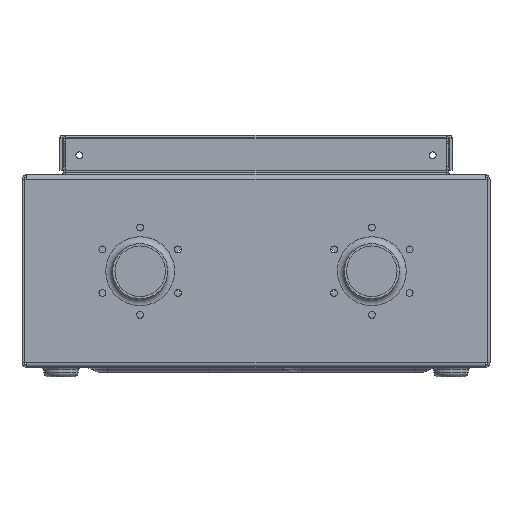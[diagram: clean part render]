
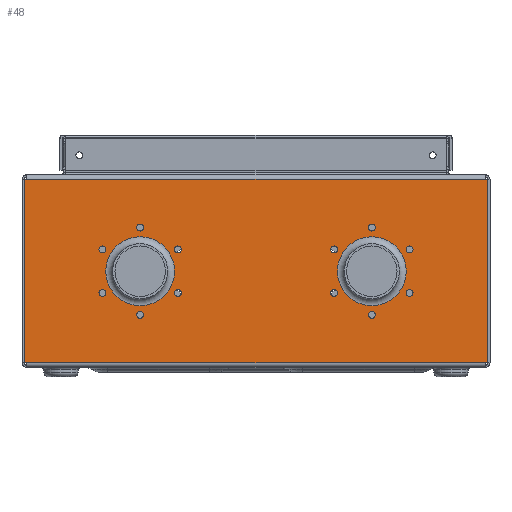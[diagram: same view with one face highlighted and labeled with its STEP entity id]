
A CAD part, front view. The second image highlights one B-rep face of the part: STEP entity #48.
In plain terms, the highlighted planar face has unit normal (0, -1, 0).
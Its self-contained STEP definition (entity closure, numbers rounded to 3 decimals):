
#48=ADVANCED_FACE('',(#924,#926,#928,#930,#932,#934,#936,#938,#940,#942,#944,#946,
#948,#950,#952),#954,.F.);
#924=FACE_BOUND('',#925,.T.);
#925=EDGE_LOOP('',(#7337));
#926=FACE_BOUND('',#927,.T.);
#927=EDGE_LOOP('',(#7338));
#928=FACE_BOUND('',#929,.T.);
#929=EDGE_LOOP('',(#7339));
#930=FACE_BOUND('',#931,.T.);
#931=EDGE_LOOP('',(#7340));
#932=FACE_BOUND('',#933,.T.);
#933=EDGE_LOOP('',(#7341));
#934=FACE_BOUND('',#935,.T.);
#935=EDGE_LOOP('',(#7342));
#936=FACE_BOUND('',#937,.T.);
#937=EDGE_LOOP('',(#7343));
#938=FACE_BOUND('',#939,.T.);
#939=EDGE_LOOP('',(#7344));
#940=FACE_BOUND('',#941,.T.);
#941=EDGE_LOOP('',(#7345));
#942=FACE_BOUND('',#943,.T.);
#943=EDGE_LOOP('',(#7346));
#944=FACE_BOUND('',#945,.T.);
#945=EDGE_LOOP('',(#7347));
#946=FACE_BOUND('',#947,.T.);
#947=EDGE_LOOP('',(#7348));
#948=FACE_BOUND('',#949,.T.);
#949=EDGE_LOOP('',(#7349));
#950=FACE_BOUND('',#951,.T.);
#951=EDGE_LOOP('',(#7350));
#952=FACE_OUTER_BOUND('',#953,.T.);
#953=EDGE_LOOP('',(#7351,#7352,#7353,#7354,#7355,#7356,#7357,#7358));
#954=PLANE('',#955);
#955=AXIS2_PLACEMENT_3D('',#956,#957,#958);
#956=CARTESIAN_POINT('',(0.,-152.,-150.199));
#957=DIRECTION('',(0.,1.,0.));
#958=DIRECTION('',(1.,0.,0.));
#7337=ORIENTED_EDGE('',*,*,#11465,.T.);
#7338=ORIENTED_EDGE('',*,*,#11466,.T.);
#7339=ORIENTED_EDGE('',*,*,#11467,.T.);
#7340=ORIENTED_EDGE('',*,*,#11468,.T.);
#7341=ORIENTED_EDGE('',*,*,#11469,.T.);
#7342=ORIENTED_EDGE('',*,*,#11470,.T.);
#7343=ORIENTED_EDGE('',*,*,#11471,.F.);
#7344=ORIENTED_EDGE('',*,*,#11472,.F.);
#7345=ORIENTED_EDGE('',*,*,#11473,.T.);
#7346=ORIENTED_EDGE('',*,*,#11474,.T.);
#7347=ORIENTED_EDGE('',*,*,#11475,.T.);
#7348=ORIENTED_EDGE('',*,*,#11476,.T.);
#7349=ORIENTED_EDGE('',*,*,#11477,.T.);
#7350=ORIENTED_EDGE('',*,*,#11478,.T.);
#7351=ORIENTED_EDGE('',*,*,#11479,.T.);
#7352=ORIENTED_EDGE('',*,*,#11480,.F.);
#7353=ORIENTED_EDGE('',*,*,#11481,.F.);
#7354=ORIENTED_EDGE('',*,*,#11482,.F.);
#7355=ORIENTED_EDGE('',*,*,#11483,.T.);
#7356=ORIENTED_EDGE('',*,*,#11484,.F.);
#7357=ORIENTED_EDGE('',*,*,#11485,.F.);
#7358=ORIENTED_EDGE('',*,*,#11486,.F.);
#11465=EDGE_CURVE('',#13551,#13551,#13552,.F.);
#11466=EDGE_CURVE('',#13553,#13553,#13554,.F.);
#11467=EDGE_CURVE('',#13555,#13555,#13556,.F.);
#11468=EDGE_CURVE('',#13557,#13557,#13558,.F.);
#11469=EDGE_CURVE('',#13559,#13559,#13560,.F.);
#11470=EDGE_CURVE('',#13561,#13561,#13562,.F.);
#11471=EDGE_CURVE('',#13563,#13563,#13564,.T.);
#11472=EDGE_CURVE('',#13565,#13565,#13566,.T.);
#11473=EDGE_CURVE('',#13567,#13567,#13568,.F.);
#11474=EDGE_CURVE('',#13569,#13569,#13570,.F.);
#11475=EDGE_CURVE('',#13571,#13571,#13572,.F.);
#11476=EDGE_CURVE('',#13573,#13573,#13574,.F.);
#11477=EDGE_CURVE('',#13575,#13575,#13576,.F.);
#11478=EDGE_CURVE('',#13577,#13577,#13578,.F.);
#11479=EDGE_CURVE('',#13579,#13580,#13581,.T.);
#11480=EDGE_CURVE('',#13582,#13580,#13583,.T.);
#11481=EDGE_CURVE('',#13584,#13582,#13585,.T.);
#11482=EDGE_CURVE('',#13586,#13584,#13587,.T.);
#11483=EDGE_CURVE('',#13586,#13588,#13589,.T.);
#11484=EDGE_CURVE('',#13590,#13588,#13591,.T.);
#11485=EDGE_CURVE('',#13592,#13590,#13593,.T.);
#11486=EDGE_CURVE('',#13579,#13592,#13594,.T.);
#13551=VERTEX_POINT('',#16909);
#13552=CIRCLE('',#16910,1.5);
#13553=VERTEX_POINT('',#16914);
#13554=CIRCLE('',#16915,1.5);
#13555=VERTEX_POINT('',#16919);
#13556=CIRCLE('',#16920,1.5);
#13557=VERTEX_POINT('',#16924);
#13558=CIRCLE('',#16925,1.5);
#13559=VERTEX_POINT('',#16929);
#13560=CIRCLE('',#16930,1.5);
#13561=VERTEX_POINT('',#16934);
#13562=CIRCLE('',#16935,1.5);
#13563=VERTEX_POINT('',#16939);
#13564=CIRCLE('',#16940,15.);
#13565=VERTEX_POINT('',#16944);
#13566=CIRCLE('',#16945,15.);
#13567=VERTEX_POINT('',#16949);
#13568=CIRCLE('',#16950,1.5);
#13569=VERTEX_POINT('',#16954);
#13570=CIRCLE('',#16955,1.5);
#13571=VERTEX_POINT('',#16959);
#13572=CIRCLE('',#16960,1.5);
#13573=VERTEX_POINT('',#16964);
#13574=CIRCLE('',#16965,1.5);
#13575=VERTEX_POINT('',#16969);
#13576=CIRCLE('',#16970,1.5);
#13577=VERTEX_POINT('',#16974);
#13578=CIRCLE('',#16975,1.5);
#13579=VERTEX_POINT('',#16979);
#13580=VERTEX_POINT('',#16980);
#13581=LINE('',#16981,#16982);
#13582=VERTEX_POINT('',#16984);
#13583=LINE('',#16985,#16986);
#13584=VERTEX_POINT('',#16988);
#13585=LINE('',#16989,#16990);
#13586=VERTEX_POINT('',#16992);
#13587=LINE('',#16993,#16994);
#13588=VERTEX_POINT('',#16996);
#13589=LINE('',#16997,#16998);
#13590=VERTEX_POINT('',#17000);
#13591=LINE('',#17001,#17002);
#13592=VERTEX_POINT('',#17004);
#13593=LINE('',#17005,#17006);
#13594=LINE('',#17008,#17009);
#16909=CARTESIAN_POINT('',(34.796,-152.,31.201));
#16910=AXIS2_PLACEMENT_3D('',#16911,#16912,#16913);
#16911=CARTESIAN_POINT('',(34.046,-152.,32.5));
#16912=DIRECTION('',(-0.,-1.,0.));
#16913=DIRECTION('',(0.5,0.,-0.866));
#16914=CARTESIAN_POINT('',(67.704,-152.,33.799));
#16915=AXIS2_PLACEMENT_3D('',#16916,#16917,#16918);
#16916=CARTESIAN_POINT('',(66.954,-152.,32.5));
#16917=DIRECTION('',(-0.,-1.,0.));
#16918=DIRECTION('',(0.5,0.,0.866));
#16919=CARTESIAN_POINT('',(49.,-152.,61.));
#16920=AXIS2_PLACEMENT_3D('',#16921,#16922,#16923);
#16921=CARTESIAN_POINT('',(50.5,-152.,61.));
#16922=DIRECTION('',(-0.,-1.,0.));
#16923=DIRECTION('',(-1.,0.,-0.));
#16924=CARTESIAN_POINT('',(-34.796,-152.,31.201));
#16925=AXIS2_PLACEMENT_3D('',#16926,#16927,#16928);
#16926=CARTESIAN_POINT('',(-34.046,-152.,32.5));
#16927=DIRECTION('',(-0.,-1.,0.));
#16928=DIRECTION('',(-0.5,0.,-0.866));
#16929=CARTESIAN_POINT('',(-67.704,-152.,33.799));
#16930=AXIS2_PLACEMENT_3D('',#16931,#16932,#16933);
#16931=CARTESIAN_POINT('',(-66.954,-152.,32.5));
#16932=DIRECTION('',(-0.,-1.,0.));
#16933=DIRECTION('',(-0.5,0.,0.866));
#16934=CARTESIAN_POINT('',(-49.,-152.,61.));
#16935=AXIS2_PLACEMENT_3D('',#16936,#16937,#16938);
#16936=CARTESIAN_POINT('',(-50.5,-152.,61.));
#16937=DIRECTION('',(-0.,-1.,0.));
#16938=DIRECTION('',(1.,0.,0.));
#16939=CARTESIAN_POINT('',(-35.5,-152.,42.));
#16940=AXIS2_PLACEMENT_3D('',#16941,#16942,#16943);
#16941=CARTESIAN_POINT('',(-50.5,-152.,42.));
#16942=DIRECTION('',(-0.,-1.,0.));
#16943=DIRECTION('',(1.,0.,0.));
#16944=CARTESIAN_POINT('',(65.5,-152.,42.));
#16945=AXIS2_PLACEMENT_3D('',#16946,#16947,#16948);
#16946=CARTESIAN_POINT('',(50.5,-152.,42.));
#16947=DIRECTION('',(-0.,-1.,0.));
#16948=DIRECTION('',(1.,0.,0.));
#16949=CARTESIAN_POINT('',(-66.204,-152.,52.799));
#16950=AXIS2_PLACEMENT_3D('',#16951,#16952,#16953);
#16951=CARTESIAN_POINT('',(-66.954,-152.,51.5));
#16952=DIRECTION('',(-0.,-1.,0.));
#16953=DIRECTION('',(0.5,0.,0.866));
#16954=CARTESIAN_POINT('',(-52.,-152.,23.));
#16955=AXIS2_PLACEMENT_3D('',#16956,#16957,#16958);
#16956=CARTESIAN_POINT('',(-50.5,-152.,23.));
#16957=DIRECTION('',(-0.,-1.,0.));
#16958=DIRECTION('',(-1.,0.,0.));
#16959=CARTESIAN_POINT('',(-33.296,-152.,50.201));
#16960=AXIS2_PLACEMENT_3D('',#16961,#16962,#16963);
#16961=CARTESIAN_POINT('',(-34.046,-152.,51.5));
#16962=DIRECTION('',(-0.,-1.,0.));
#16963=DIRECTION('',(0.5,0.,-0.866));
#16964=CARTESIAN_POINT('',(66.204,-152.,52.799));
#16965=AXIS2_PLACEMENT_3D('',#16966,#16967,#16968);
#16966=CARTESIAN_POINT('',(66.954,-152.,51.5));
#16967=DIRECTION('',(-0.,-1.,0.));
#16968=DIRECTION('',(-0.5,0.,0.866));
#16969=CARTESIAN_POINT('',(52.,-152.,23.));
#16970=AXIS2_PLACEMENT_3D('',#16971,#16972,#16973);
#16971=CARTESIAN_POINT('',(50.5,-152.,23.));
#16972=DIRECTION('',(-0.,-1.,0.));
#16973=DIRECTION('',(1.,0.,0.));
#16974=CARTESIAN_POINT('',(33.296,-152.,50.201));
#16975=AXIS2_PLACEMENT_3D('',#16976,#16977,#16978);
#16976=CARTESIAN_POINT('',(34.046,-152.,51.5));
#16977=DIRECTION('',(-0.,-1.,0.));
#16978=DIRECTION('',(-0.5,0.,-0.866));
#16979=CARTESIAN_POINT('',(-100.,-152.,2.));
#16980=CARTESIAN_POINT('',(100.,-152.,2.));
#16981=CARTESIAN_POINT('',(-100.,-152.,2.));
#16982=VECTOR('',#16983,1.);
#16983=DIRECTION('',(1.,0.,0.));
#16984=CARTESIAN_POINT('',(101.,-152.,2.));
#16985=CARTESIAN_POINT('',(101.,-152.,2.));
#16986=VECTOR('',#16987,1.);
#16987=DIRECTION('',(-1.,0.,0.));
#16988=CARTESIAN_POINT('',(101.,-152.,82.));
#16989=CARTESIAN_POINT('',(101.,-152.,82.));
#16990=VECTOR('',#16991,1.);
#16991=DIRECTION('',(0.,0.,-1.));
#16992=CARTESIAN_POINT('',(100.,-152.,82.));
#16993=CARTESIAN_POINT('',(100.,-152.,82.));
#16994=VECTOR('',#16995,1.);
#16995=DIRECTION('',(1.,0.,0.));
#16996=CARTESIAN_POINT('',(-100.,-152.,82.));
#16997=CARTESIAN_POINT('',(100.,-152.,82.));
#16998=VECTOR('',#16999,1.);
#16999=DIRECTION('',(-1.,0.,0.));
#17000=CARTESIAN_POINT('',(-101.,-152.,82.));
#17001=CARTESIAN_POINT('',(-101.,-152.,82.));
#17002=VECTOR('',#17003,1.);
#17003=DIRECTION('',(1.,0.,0.));
#17004=CARTESIAN_POINT('',(-101.,-152.,2.));
#17005=CARTESIAN_POINT('',(-101.,-152.,2.));
#17006=VECTOR('',#17007,1.);
#17007=DIRECTION('',(0.,0.,1.));
#17008=CARTESIAN_POINT('',(-100.,-152.,2.));
#17009=VECTOR('',#17010,1.);
#17010=DIRECTION('',(-1.,0.,0.));
